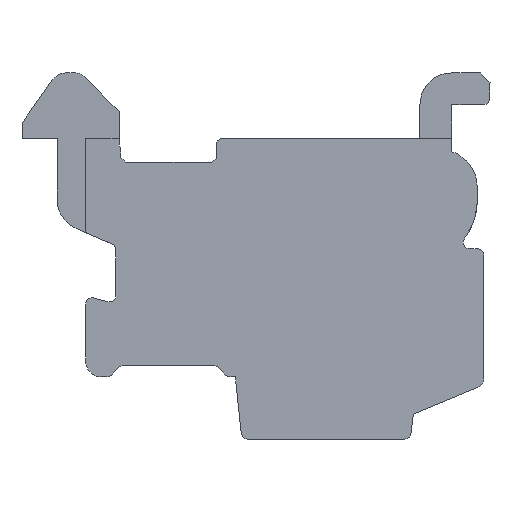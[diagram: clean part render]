
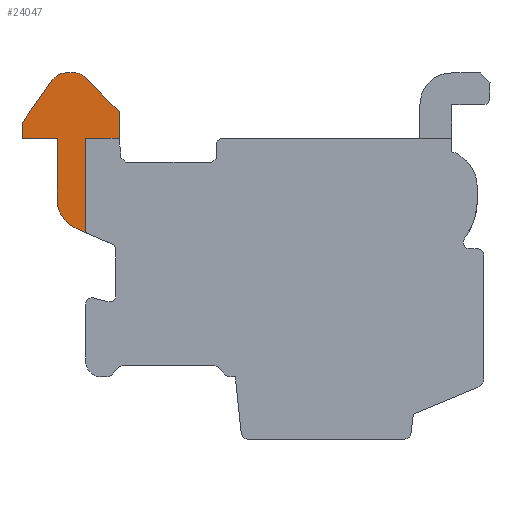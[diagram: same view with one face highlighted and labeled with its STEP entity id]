
A CAD part, front view. The second image highlights one B-rep face of the part: STEP entity #24047.
In plain terms, the highlighted planar face has unit normal (0, -1, 0).
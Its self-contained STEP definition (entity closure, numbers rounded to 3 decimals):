
#323=DIRECTION('',(0.916,0.,-0.401));
#324=VECTOR('',#323,0.328);
#325=CARTESIAN_POINT('',(-5.671,-102.9,
0.645));
#326=LINE('',#325,#324);
#6381=DIRECTION('',(-1.,0.,0.));
#6382=VECTOR('',#6381,1.1);
#6383=CARTESIAN_POINT('',(-6.27,-102.9,
3.476));
#6384=LINE('',#6383,#6382);
#6633=DIRECTION('',(0.,0.,1.));
#6634=VECTOR('',#6633,1.914);
#6635=CARTESIAN_POINT('',(-6.27,-102.9,
1.561));
#6636=LINE('',#6635,#6634);
#6923=CARTESIAN_POINT('',(-5.27,-102.9,
1.561));
#6924=DIRECTION('',(0.,1.,0.));
#6925=DIRECTION('',(-0.401,0.,-0.916));
#6926=AXIS2_PLACEMENT_3D('',#6923,#6924,#6925);
#6971=DIRECTION('',(0.,0.,-1.));
#6972=VECTOR('',#6971,0.845);
#6973=CARTESIAN_POINT('',(-4.32,-102.9,
4.32));
#6974=LINE('',#6973,#6972);
#7912=DIRECTION('',(0.,0.,1.));
#7913=VECTOR('',#7912,2.963);
#7914=CARTESIAN_POINT('',(-5.37,-102.9,
0.513));
#7915=LINE('',#7914,#7913);
#7920=CARTESIAN_POINT('',(-4.32,-102.9,
3.476));
#7921=CARTESIAN_POINT('',(-4.67,-102.9,
3.476));
#7922=CARTESIAN_POINT('',(-5.02,-102.9,
3.477));
#7923=CARTESIAN_POINT('',(-5.37,-102.9,
3.477));
#8153=DIRECTION('',(0.,0.,1.));
#8154=VECTOR('',#8153,0.475);
#8155=CARTESIAN_POINT('',(-7.37,-102.9,
3.475));
#8156=LINE('',#8155,#8154);
#8405=DIRECTION('',(0.575,0.,0.818));
#8406=VECTOR('',#8405,1.666);
#8407=CARTESIAN_POINT('',(-7.37,-102.9,
3.95));
#8408=LINE('',#8407,#8406);
#8695=CARTESIAN_POINT('',(-6.003,-102.9,
5.025));
#8696=DIRECTION('',(0.,1.,0.));
#8697=DIRECTION('',(-0.818,0.,0.575));
#8698=AXIS2_PLACEMENT_3D('',#8695,#8696,#8697);
#8951=DIRECTION('',(1.,0.,0.));
#8952=VECTOR('',#8951,0.312);
#8953=CARTESIAN_POINT('',(-6.003,-102.9,
5.525));
#8954=LINE('',#8953,#8952);
#9241=CARTESIAN_POINT('',(-5.691,-102.9,
5.125));
#9242=DIRECTION('',(0.,1.,0.));
#9243=DIRECTION('',(0.,0.,1.));
#9244=AXIS2_PLACEMENT_3D('',#9241,#9242,#9243);
#9497=DIRECTION('',(0.707,0.,-0.707));
#9498=VECTOR('',#9497,1.538);
#9499=CARTESIAN_POINT('',(-5.408,-102.9,
5.408));
#9500=LINE('',#9499,#9498);
#12489=CARTESIAN_POINT('',(-7.37,-102.9,
3.475));
#12490=CARTESIAN_POINT('',(-7.37,-102.9,
3.95));
#12491=VERTEX_POINT('',#12489);
#12492=VERTEX_POINT('',#12490);
#12493=CARTESIAN_POINT('',(-6.412,-102.9,
5.313));
#12494=VERTEX_POINT('',#12493);
#12495=CARTESIAN_POINT('',(-6.003,-102.9,
5.525));
#12496=VERTEX_POINT('',#12495);
#12497=CARTESIAN_POINT('',(-5.691,-102.9,
5.525));
#12498=VERTEX_POINT('',#12497);
#12499=CARTESIAN_POINT('',(-5.408,-102.9,
5.408));
#12500=VERTEX_POINT('',#12499);
#12501=CARTESIAN_POINT('',(-4.32,-102.9,
4.32));
#12502=VERTEX_POINT('',#12501);
#12503=CARTESIAN_POINT('',(-4.32,-102.9,
3.476));
#12504=VERTEX_POINT('',#12503);
#14197=CARTESIAN_POINT('',(-5.671,-102.9,
0.645));
#14198=CARTESIAN_POINT('',(-5.37,-102.9,
0.513));
#14199=VERTEX_POINT('',#14197);
#14200=VERTEX_POINT('',#14198);
#14203=CARTESIAN_POINT('',(-6.27,-102.9,
1.561));
#14204=VERTEX_POINT('',#14203);
#14205=CARTESIAN_POINT('',(-6.27,-102.9,
3.476));
#14206=VERTEX_POINT('',#14205);
#14207=CARTESIAN_POINT('',(-5.37,-102.9,
3.477));
#14209=VERTEX_POINT('',#14207);
#24021=CARTESIAN_POINT('',(7.33,-102.9,
3.475));
#24022=DIRECTION('',(0.,1.,0.));
#24023=DIRECTION('',(0.,0.,1.));
#24024=AXIS2_PLACEMENT_3D('',#24021,#24022,#24023);
#24025=PLANE('',#24024);
#24026=ORIENTED_EDGE('',*,*,#19768,.T.);
#24027=ORIENTED_EDGE('',*,*,#23997,.F.);
#24028=ORIENTED_EDGE('',*,*,#14477,.F.);
#24029=ORIENTED_EDGE('',*,*,#23324,.T.);
#24030=ORIENTED_EDGE('',*,*,#23033,.T.);
#24031=ORIENTED_EDGE('',*,*,#22721,.T.);
#24033=ORIENTED_EDGE('',*,*,#24032,.T.);
#24035=ORIENTED_EDGE('',*,*,#24034,.T.);
#24037=ORIENTED_EDGE('',*,*,#24036,.T.);
#24039=ORIENTED_EDGE('',*,*,#24038,.T.);
#24041=ORIENTED_EDGE('',*,*,#24040,.T.);
#24043=ORIENTED_EDGE('',*,*,#24042,.T.);
#24044=ORIENTED_EDGE('',*,*,#23418,.T.);
#24045=EDGE_LOOP('',(#24026,#24027,#24028,#24029,#24030,#24031,#24033,#24035,
#24037,#24039,#24041,#24043,#24044));
#24046=FACE_OUTER_BOUND('',#24045,.F.);
#24047=ADVANCED_FACE('',(#24046),#24025,.F.);
#6927=CIRCLE('',#6926,1.);
#7924=B_SPLINE_CURVE_WITH_KNOTS('',3,(#7920,#7921,#7922,#7923),.UNSPECIFIED.,
.F.,.F.,(4,4),(0.,1.),.UNSPECIFIED.);
#8699=CIRCLE('',#8698,0.5);
#9245=CIRCLE('',#9244,0.4);
#14477=EDGE_CURVE('',#14199,#14200,#326,.T.);
#19768=EDGE_CURVE('',#12504,#14209,#7924,.T.);
#22721=EDGE_CURVE('',#14206,#12491,#6384,.T.);
#23033=EDGE_CURVE('',#14204,#14206,#6636,.T.);
#23324=EDGE_CURVE('',#14199,#14204,#6927,.T.);
#23418=EDGE_CURVE('',#12502,#12504,#6974,.T.);
#23997=EDGE_CURVE('',#14200,#14209,#7915,.T.);
#24032=EDGE_CURVE('',#12491,#12492,#8156,.T.);
#24034=EDGE_CURVE('',#12492,#12494,#8408,.T.);
#24036=EDGE_CURVE('',#12494,#12496,#8699,.T.);
#24038=EDGE_CURVE('',#12496,#12498,#8954,.T.);
#24040=EDGE_CURVE('',#12498,#12500,#9245,.T.);
#24042=EDGE_CURVE('',#12500,#12502,#9500,.T.);
